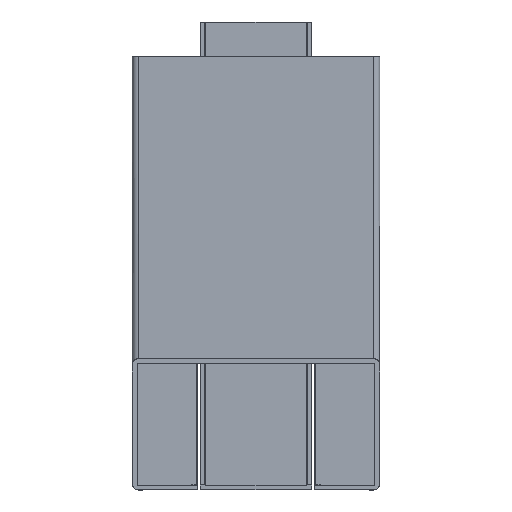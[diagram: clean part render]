
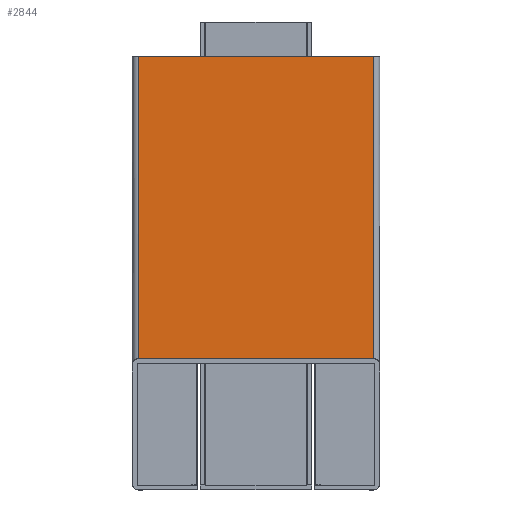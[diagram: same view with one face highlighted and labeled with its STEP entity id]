
A CAD part, front view. The second image highlights one B-rep face of the part: STEP entity #2844.
In plain terms, the highlighted planar face has unit normal (0, -1, 0).
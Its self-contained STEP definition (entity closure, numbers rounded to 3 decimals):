
#21 = AXIS2_PLACEMENT_3D ( 'NONE', #1996, #2006, #1993 ) ;
#73 = VERTEX_POINT ( 'NONE', #1034 ) ;
#201 = VERTEX_POINT ( 'NONE', #2974 ) ;
#239 = VECTOR ( 'NONE', #1567, 1000. ) ;
#243 = LINE ( 'NONE', #1515, #239 ) ;
#303 = CARTESIAN_POINT ( 'NONE',  ( -47.5, -53., 0. ) ) ;
#307 = CARTESIAN_POINT ( 'NONE',  ( -47.5, -53., 1000. ) ) ;
#316 = CARTESIAN_POINT ( 'NONE',  ( 47.5, -53., 1000. ) ) ;
#358 = DIRECTION ( 'NONE',  ( 0., 0., -1. ) ) ;
#373 = DIRECTION ( 'NONE',  ( 0., 0., 1. ) ) ;
#545 = DIRECTION ( 'NONE',  ( 1., 0., 0. ) ) ;
#566 = EDGE_CURVE ( 'NONE', #73, #1495, #243, .T. ) ;
#640 = VECTOR ( 'NONE', #545, 1000. ) ;
#649 = LINE ( 'NONE', #692, #640 ) ;
#692 = CARTESIAN_POINT ( 'NONE',  ( -50., -53., 0. ) ) ;
#932 = ORIENTED_EDGE ( 'NONE', *, *, #2480, .T. ) ;
#959 = CARTESIAN_POINT ( 'NONE',  ( 47.5, -53., -122. ) ) ;
#979 = FACE_OUTER_BOUND ( 'NONE', #1974, .T. ) ;
#1034 = CARTESIAN_POINT ( 'NONE',  ( -47.5, -53., -122. ) ) ;
#1421 = VECTOR ( 'NONE', #373, 1000. ) ;
#1451 = LINE ( 'NONE', #316, #1421 ) ;
#1495 = VERTEX_POINT ( 'NONE', #959 ) ;
#1515 = CARTESIAN_POINT ( 'NONE',  ( -50., -53., -122. ) ) ;
#1567 = DIRECTION ( 'NONE',  ( 1., 0., 0. ) ) ;
#1599 = VECTOR ( 'NONE', #358, 1000. ) ;
#1602 = LINE ( 'NONE', #307, #1599 ) ;
#1859 = ORIENTED_EDGE ( 'NONE', *, *, #566, .T. ) ;
#1974 = EDGE_LOOP ( 'NONE', ( #2100, #1859, #932, #2060 ) ) ;
#1993 = DIRECTION ( 'NONE',  ( 0., 0., 1. ) ) ;
#1996 = CARTESIAN_POINT ( 'NONE',  ( 0., -53., 1000. ) ) ;
#2006 = DIRECTION ( 'NONE',  ( 0., 1., 0. ) ) ;
#2009 = PLANE ( 'NONE',  #21 ) ;
#2060 = ORIENTED_EDGE ( 'NONE', *, *, #3132, .F. ) ;
#2100 = ORIENTED_EDGE ( 'NONE', *, *, #2335, .T. ) ;
#2292 = VERTEX_POINT ( 'NONE', #303 ) ;
#2335 = EDGE_CURVE ( 'NONE', #2292, #73, #1602, .T. ) ;
#2480 = EDGE_CURVE ( 'NONE', #1495, #201, #1451, .T. ) ;
#2844 = ADVANCED_FACE ( 'NONE', ( #979 ), #2009, .F. ) ;
#2974 = CARTESIAN_POINT ( 'NONE',  ( 47.5, -53., 0. ) ) ;
#3132 = EDGE_CURVE ( 'NONE', #2292, #201, #649, .T. ) ;
